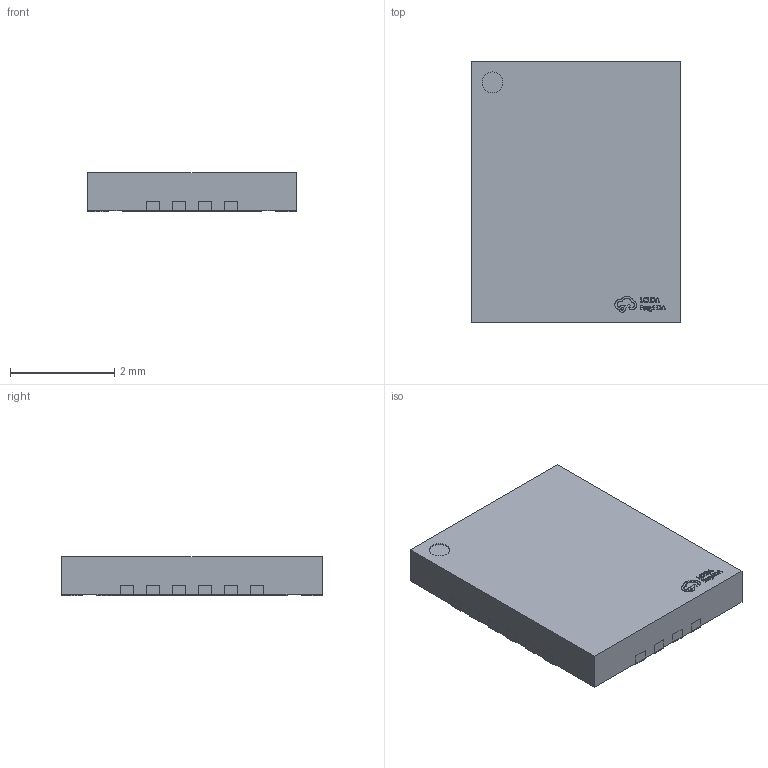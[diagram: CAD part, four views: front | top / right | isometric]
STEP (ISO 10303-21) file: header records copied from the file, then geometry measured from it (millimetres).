
FILE_DESCRIPTION (( 'STEP AP214' ), '1' );
FILE_NAME ('QFN-20_L4.0-W5.0-H0.8-P0.50-BL-EP.step', '2022-07-15T02:59:50', ( '' ), ( '' ), 'SwSTEP 2.0', 'SolidWorks 2020', '' );
FILE_SCHEMA (( 'AUTOMOTIVE_DESIGN' ));
Length unit declared in the file: millimetre
Products named in the file (1): QFN-20_L4.0-W5.0-H0.8-P0.50-BL-EP
Bounding box: 4 x 5 x 0.76 mm (x, y, z)
Surface area: 89.1 mm2
Topology: 42 solids, 42 shells, 682 faces, 1713 edges, 1142 vertices
Faces by surface type: plane 444, bspline 232, cylinder 6
Entity records: 30153 total; most frequent: CARTESIAN_POINT 8782, ORIENTED_EDGE 3426, DIRECTION 1979, EDGE_CURVE 1713, VERTEX_POINT 1142, VECTOR 1053, LINE 1053, EDGE_LOOP 709
